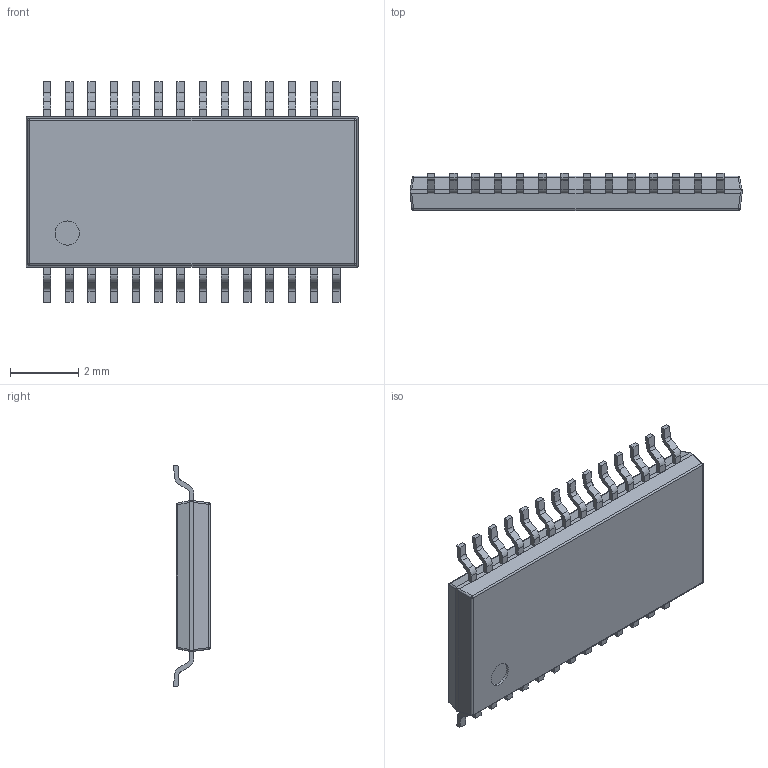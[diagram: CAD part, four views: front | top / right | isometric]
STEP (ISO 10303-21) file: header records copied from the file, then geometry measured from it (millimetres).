
FILE_DESCRIPTION(/* description */ ('Unknown'),/* implementation_level */ '2;1');
FILE_NAME(/* name */ 'TSSOP-28 small EP',/* time_stamp */ '2025-03-28T15:22:03+08:00',/* author */ ('Unknown'),/* organization */ ('Unknown'),/* preprocessor_version */ 'ST-DEVELOPER v18.102',/* originating_system */ 'Solid Edge',/* authorisation */ 'Unknown');
FILE_SCHEMA (('AUTOMOTIVE_DESIGN {1 0 10303 214 3 1 1}'));
Length unit declared in the file: millimetre
Products named in the file (4): TSSOP-28 small EP; compound; LDF1; EP
Assembly tree (3 placements, depth 2):
  TSSOP-28 small EP
    compound
    LDF1
    EP
Bounding box: 9.71 x 1.08 x 6.45 mm (x, y, z)
Volume: 42.8 mm3; surface area: 154.4 mm2
Topology: 30 solids, 30 shells, 443 faces, 1127 edges, 738 vertices
Faces by surface type: plane 306, cylinder 129, sphere 8
Full cylindrical faces by diameter (mm): 0.707 x1
Entity records: 13483 total; most frequent: CARTESIAN_POINT 2303, DIRECTION 2282, ORIENTED_EDGE 2236, EDGE_CURVE 1118, LINE 848, VECTOR 848, VERTEX_POINT 738, AXIS2_PLACEMENT_3D 717
